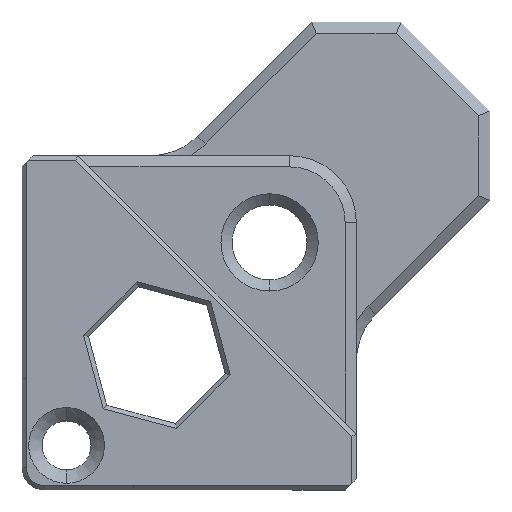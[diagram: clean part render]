
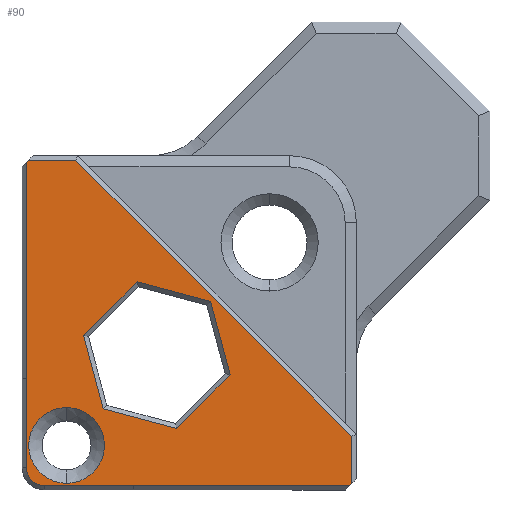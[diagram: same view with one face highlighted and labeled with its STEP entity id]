
A CAD part, front view. The second image highlights one B-rep face of the part: STEP entity #90.
In plain terms, the highlighted planar face has unit normal (0, -1, 0).
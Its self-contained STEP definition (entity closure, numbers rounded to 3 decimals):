
#9 = VERTEX_POINT ( 'NONE', #629 ) ;
#23 = LINE ( 'NONE', #2387, #1229 ) ;
#29 = VERTEX_POINT ( 'NONE', #637 ) ;
#33 = EDGE_CURVE ( 'NONE', #2086, #2231, #2310, .T. ) ;
#38 = DIRECTION ( 'NONE',  ( 0., 0., 1. ) ) ;
#49 = DIRECTION ( 'NONE',  ( 0.259, 0., -0.966 ) ) ;
#57 = VERTEX_POINT ( 'NONE', #1784 ) ;
#72 = LINE ( 'NONE', #1536, #2039 ) ;
#90 = ADVANCED_FACE ( 'NONE', ( #1887, #2062, #809 ), #1798, .T. ) ;
#97 = LINE ( 'NONE', #1318, #1565 ) ;
#102 = CARTESIAN_POINT ( 'NONE',  ( 0., -1.75, 0. ) ) ;
#111 = DIRECTION ( 'NONE',  ( 0., 0., -1. ) ) ;
#136 = CARTESIAN_POINT ( 'NONE',  ( -1.659, -1.75, -5.831 ) ) ;
#142 = EDGE_CURVE ( 'NONE', #746, #919, #2171, .T. ) ;
#168 = LINE ( 'NONE', #358, #1742 ) ;
#175 = LINE ( 'NONE', #879, #377 ) ;
#195 = ORIENTED_EDGE ( 'NONE', *, *, #1044, .T. ) ;
#222 = CARTESIAN_POINT ( 'NONE',  ( 3.8, -1.75, 0. ) ) ;
#232 = CARTESIAN_POINT ( 'NONE',  ( 0., -1.75, -10.8 ) ) ;
#259 = VECTOR ( 'NONE', #1100, 1000. ) ;
#262 = VERTEX_POINT ( 'NONE', #898 ) ;
#293 = CARTESIAN_POINT ( 'NONE',  ( -10., -1.75, -10. ) ) ;
#300 = ORIENTED_EDGE ( 'NONE', *, *, #1551, .T. ) ;
#325 = DIRECTION ( 'NONE',  ( 0.707, 0., 0.707 ) ) ;
#337 = CARTESIAN_POINT ( 'NONE',  ( 7.25, -1.75, -7.25 ) ) ;
#358 = CARTESIAN_POINT ( 'NONE',  ( -3.986, -1.75, -8.158 ) ) ;
#377 = VECTOR ( 'NONE', #2347, 1000. ) ;
#422 = ORIENTED_EDGE ( 'NONE', *, *, #2307, .T. ) ;
#438 = AXIS2_PLACEMENT_3D ( 'NONE', #293, #1601, #480 ) ;
#480 = DIRECTION ( 'NONE',  ( 0., 0., -1. ) ) ;
#492 = DIRECTION ( 'NONE',  ( -0.707, 0., -0.707 ) ) ;
#502 = VERTEX_POINT ( 'NONE', #136 ) ;
#526 = DIRECTION ( 'NONE',  ( -0.707, 0., -0.707 ) ) ;
#528 = VERTEX_POINT ( 'NONE', #2036 ) ;
#602 = VECTOR ( 'NONE', #2360, 1000. ) ;
#610 = CIRCLE ( 'NONE', #2254, 1.7 ) ;
#615 = CARTESIAN_POINT ( 'NONE',  ( -9., -1.75, -9. ) ) ;
#629 = CARTESIAN_POINT ( 'NONE',  ( -10.8, -1.75, -6. ) ) ;
#637 = CARTESIAN_POINT ( 'NONE',  ( -4.068, -1.75, -8.24 ) ) ;
#642 = ORIENTED_EDGE ( 'NONE', *, *, #2099, .T. ) ;
#653 = LINE ( 'NONE', #864, #1507 ) ;
#715 = ORIENTED_EDGE ( 'NONE', *, *, #1281, .T. ) ;
#727 = DIRECTION ( 'NONE',  ( 0., 0., -1. ) ) ;
#728 = VECTOR ( 'NONE', #2096, 1000. ) ;
#746 = VERTEX_POINT ( 'NONE', #1499 ) ;
#749 = ORIENTED_EDGE ( 'NONE', *, *, #884, .T. ) ;
#773 = EDGE_CURVE ( 'NONE', #2231, #1090, #97, .T. ) ;
#786 = LINE ( 'NONE', #337, #2379 ) ;
#808 = ORIENTED_EDGE ( 'NONE', *, *, #142, .T. ) ;
#809 = FACE_BOUND ( 'NONE', #1359, .T. ) ;
#817 = DIRECTION ( 'NONE',  ( 0., 0., -1. ) ) ;
#840 = VECTOR ( 'NONE', #38, 1000. ) ;
#861 = DIRECTION ( 'NONE',  ( 0., -1., 0. ) ) ;
#864 = CARTESIAN_POINT ( 'NONE',  ( -7.25, -1.75, 7.25 ) ) ;
#869 = AXIS2_PLACEMENT_3D ( 'NONE', #1353, #2278, #817 ) ;
#879 = CARTESIAN_POINT ( 'NONE',  ( -10.8, -1.75, 0. ) ) ;
#884 = EDGE_CURVE ( 'NONE', #528, #2252, #72, .T. ) ;
#888 = CARTESIAN_POINT ( 'NONE',  ( -10.8, -1.75, 3.7 ) ) ;
#898 = CARTESIAN_POINT ( 'NONE',  ( 3.8, -1.75, -10.7 ) ) ;
#910 = VECTOR ( 'NONE', #1951, 1000. ) ;
#912 = DIRECTION ( 'NONE',  ( -1., 0., 0. ) ) ;
#919 = VERTEX_POINT ( 'NONE', #1163 ) ;
#973 = EDGE_CURVE ( 'NONE', #262, #528, #2314, .T. ) ;
#1006 = DIRECTION ( 'NONE',  ( 0., 1., 0. ) ) ;
#1016 = VECTOR ( 'NONE', #1618, 1000. ) ;
#1032 = ORIENTED_EDGE ( 'NONE', *, *, #2411, .T. ) ;
#1044 = EDGE_CURVE ( 'NONE', #502, #29, #168, .T. ) ;
#1086 = CARTESIAN_POINT ( 'NONE',  ( -10.7, -1.75, 3.8 ) ) ;
#1088 = VERTEX_POINT ( 'NONE', #888 ) ;
#1090 = VERTEX_POINT ( 'NONE', #2207 ) ;
#1094 = CARTESIAN_POINT ( 'NONE',  ( -10.8, -1.75, -10. ) ) ;
#1100 = DIRECTION ( 'NONE',  ( -0.966, 0., 0.259 ) ) ;
#1110 = EDGE_CURVE ( 'NONE', #1800, #1937, #1310, .T. ) ;
#1129 = DIRECTION ( 'NONE',  ( 1., 0., 0. ) ) ;
#1130 = ORIENTED_EDGE ( 'NONE', *, *, #1413, .T. ) ;
#1155 = VERTEX_POINT ( 'NONE', #1086 ) ;
#1156 = EDGE_CURVE ( 'NONE', #2252, #1155, #1513, .T. ) ;
#1163 = CARTESIAN_POINT ( 'NONE',  ( -8.24, -1.75, -4.068 ) ) ;
#1174 = ORIENTED_EDGE ( 'NONE', *, *, #1382, .T. ) ;
#1217 = ORIENTED_EDGE ( 'NONE', *, *, #1110, .T. ) ;
#1220 = VECTOR ( 'NONE', #912, 1000. ) ;
#1225 = LINE ( 'NONE', #232, #728 ) ;
#1229 = VECTOR ( 'NONE', #49, 1000. ) ;
#1234 = CARTESIAN_POINT ( 'NONE',  ( -5.913, -1.75, -1.741 ) ) ;
#1253 = LINE ( 'NONE', #1477, #1567 ) ;
#1281 = EDGE_CURVE ( 'NONE', #1155, #1088, #653, .T. ) ;
#1286 = CARTESIAN_POINT ( 'NONE',  ( -7.247, -1.75, -7.388 ) ) ;
#1301 = CARTESIAN_POINT ( 'NONE',  ( -10., -1.75, -10.8 ) ) ;
#1310 = LINE ( 'NONE', #1631, #602 ) ;
#1318 = CARTESIAN_POINT ( 'NONE',  ( 0., -1.75, -10.8 ) ) ;
#1324 = AXIS2_PLACEMENT_3D ( 'NONE', #102, #861, #111 ) ;
#1336 = CARTESIAN_POINT ( 'NONE',  ( -5.831, -1.75, -1.659 ) ) ;
#1340 = EDGE_CURVE ( 'NONE', #9, #2086, #175, .T. ) ;
#1345 = DIRECTION ( 'NONE',  ( -0.707, 0., 0.707 ) ) ;
#1353 = CARTESIAN_POINT ( 'NONE',  ( -9., -1.75, -9. ) ) ;
#1359 = EDGE_LOOP ( 'NONE', ( #1614, #1130 ) ) ;
#1382 = EDGE_CURVE ( 'NONE', #1937, #502, #23, .T. ) ;
#1395 = LINE ( 'NONE', #1234, #910 ) ;
#1402 = CARTESIAN_POINT ( 'NONE',  ( 3.7, -1.75, -10.8 ) ) ;
#1413 = EDGE_CURVE ( 'NONE', #57, #2285, #610, .T. ) ;
#1477 = CARTESIAN_POINT ( 'NONE',  ( -10.8, -1.75, 0. ) ) ;
#1495 = ORIENTED_EDGE ( 'NONE', *, *, #33, .T. ) ;
#1499 = CARTESIAN_POINT ( 'NONE',  ( -7.358, -1.75, -7.358 ) ) ;
#1507 = VECTOR ( 'NONE', #492, 1000. ) ;
#1513 = LINE ( 'NONE', #1837, #1220 ) ;
#1536 = CARTESIAN_POINT ( 'NONE',  ( -8.641, -1.75, 3.859 ) ) ;
#1551 = EDGE_CURVE ( 'NONE', #919, #1800, #1395, .T. ) ;
#1562 = ORIENTED_EDGE ( 'NONE', *, *, #1156, .T. ) ;
#1565 = VECTOR ( 'NONE', #1129, 1000. ) ;
#1567 = VECTOR ( 'NONE', #727, 1000. ) ;
#1599 = CIRCLE ( 'NONE', #869, 1.7 ) ;
#1601 = DIRECTION ( 'NONE',  ( 0., -1., 0. ) ) ;
#1614 = ORIENTED_EDGE ( 'NONE', *, *, #1898, .T. ) ;
#1618 = DIRECTION ( 'NONE',  ( -0.259, 0., 0.966 ) ) ;
#1631 = CARTESIAN_POINT ( 'NONE',  ( -2.653, -1.75, -2.511 ) ) ;
#1740 = ORIENTED_EDGE ( 'NONE', *, *, #1340, .T. ) ;
#1742 = VECTOR ( 'NONE', #526, 1000. ) ;
#1775 = CARTESIAN_POINT ( 'NONE',  ( -2.541, -1.75, -2.541 ) ) ;
#1784 = CARTESIAN_POINT ( 'NONE',  ( -9., -1.75, -7.3 ) ) ;
#1797 = EDGE_LOOP ( 'NONE', ( #749, #1562, #715, #1032, #1740, #1495, #2170, #1968, #642, #1985 ) ) ;
#1798 = PLANE ( 'NONE',  #1324 ) ;
#1800 = VERTEX_POINT ( 'NONE', #1336 ) ;
#1837 = CARTESIAN_POINT ( 'NONE',  ( 0., -1.75, 3.8 ) ) ;
#1885 = EDGE_CURVE ( 'NONE', #1090, #1998, #1225, .T. ) ;
#1887 = FACE_OUTER_BOUND ( 'NONE', #1797, .T. ) ;
#1898 = EDGE_CURVE ( 'NONE', #2285, #57, #1599, .T. ) ;
#1921 = DIRECTION ( 'NONE',  ( 0., 0., -1. ) ) ;
#1937 = VERTEX_POINT ( 'NONE', #1775 ) ;
#1951 = DIRECTION ( 'NONE',  ( 0.707, 0., 0.707 ) ) ;
#1968 = ORIENTED_EDGE ( 'NONE', *, *, #1885, .T. ) ;
#1985 = ORIENTED_EDGE ( 'NONE', *, *, #973, .T. ) ;
#1998 = VERTEX_POINT ( 'NONE', #1402 ) ;
#2036 = CARTESIAN_POINT ( 'NONE',  ( 3.8, -1.75, -8.583 ) ) ;
#2039 = VECTOR ( 'NONE', #1345, 1000. ) ;
#2062 = FACE_BOUND ( 'NONE', #2418, .T. ) ;
#2086 = VERTEX_POINT ( 'NONE', #1094 ) ;
#2096 = DIRECTION ( 'NONE',  ( 1., 0., 0. ) ) ;
#2099 = EDGE_CURVE ( 'NONE', #1998, #262, #786, .T. ) ;
#2170 = ORIENTED_EDGE ( 'NONE', *, *, #773, .T. ) ;
#2171 = LINE ( 'NONE', #2329, #1016 ) ;
#2207 = CARTESIAN_POINT ( 'NONE',  ( -6., -1.75, -10.8 ) ) ;
#2211 = CARTESIAN_POINT ( 'NONE',  ( -8.583, -1.75, 3.8 ) ) ;
#2231 = VERTEX_POINT ( 'NONE', #1301 ) ;
#2244 = LINE ( 'NONE', #1286, #259 ) ;
#2252 = VERTEX_POINT ( 'NONE', #2211 ) ;
#2254 = AXIS2_PLACEMENT_3D ( 'NONE', #615, #1006, #1921 ) ;
#2278 = DIRECTION ( 'NONE',  ( 0., 1., 0. ) ) ;
#2285 = VERTEX_POINT ( 'NONE', #2381 ) ;
#2307 = EDGE_CURVE ( 'NONE', #29, #746, #2244, .T. ) ;
#2310 = CIRCLE ( 'NONE', #438, 0.8 ) ;
#2314 = LINE ( 'NONE', #222, #840 ) ;
#2329 = CARTESIAN_POINT ( 'NONE',  ( -8.21, -1.75, -4.18 ) ) ;
#2347 = DIRECTION ( 'NONE',  ( 0., 0., -1. ) ) ;
#2360 = DIRECTION ( 'NONE',  ( 0.966, 0., -0.259 ) ) ;
#2379 = VECTOR ( 'NONE', #325, 1000. ) ;
#2381 = CARTESIAN_POINT ( 'NONE',  ( -9., -1.75, -10.7 ) ) ;
#2387 = CARTESIAN_POINT ( 'NONE',  ( -1.689, -1.75, -5.72 ) ) ;
#2411 = EDGE_CURVE ( 'NONE', #1088, #9, #1253, .T. ) ;
#2418 = EDGE_LOOP ( 'NONE', ( #808, #300, #1217, #1174, #195, #422 ) ) ;
